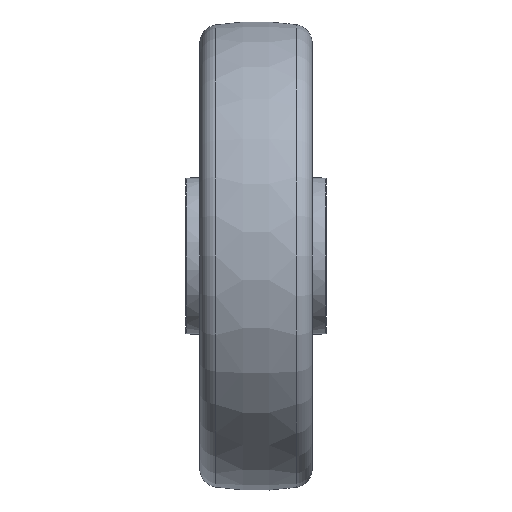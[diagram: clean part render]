
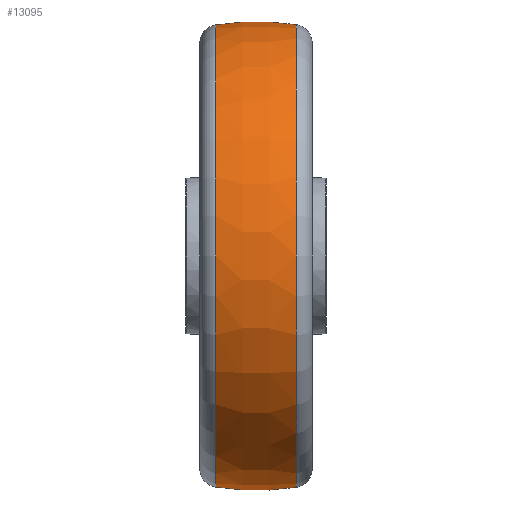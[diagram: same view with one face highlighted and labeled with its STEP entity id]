
A CAD part, front view. The second image highlights one B-rep face of the part: STEP entity #13095.
In plain terms, the highlighted toroidal (fillet/blend) face has major radius 15 mm and minor radius 140 mm.
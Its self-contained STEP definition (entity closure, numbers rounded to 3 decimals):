
#907 = DIRECTION ( 'NONE',  ( 0., -1., 0. ) ) ;
#1230 = VERTEX_POINT ( 'NONE', #6318 ) ;
#1469 = CARTESIAN_POINT ( 'NONE',  ( 21.483, 0., 0. ) ) ;
#1566 = CARTESIAN_POINT ( 'NONE',  ( -21.475, 0., 0. ) ) ;
#1966 = DIRECTION ( 'NONE',  ( 0., 0., -1. ) ) ;
#2606 = DIRECTION ( 'NONE',  ( -1., 0., 0. ) ) ;
#2688 = DIRECTION ( 'NONE',  ( 0., 0., 1. ) ) ;
#2932 = CARTESIAN_POINT ( 'NONE',  ( 0.329, 0., 15. ) ) ;
#2967 = CARTESIAN_POINT ( 'NONE',  ( 0.329, 0., 0. ) ) ;
#4078 = DIRECTION ( 'NONE',  ( -1., 0., 0. ) ) ;
#4380 = VERTEX_POINT ( 'NONE', #14986 ) ;
#4918 = EDGE_CURVE ( 'NONE', #1230, #11160, #7967, .T. ) ;
#5290 = AXIS2_PLACEMENT_3D ( 'NONE', #1469, #2606, #2688 ) ;
#5459 = AXIS2_PLACEMENT_3D ( 'NONE', #2932, #6024, #9576 ) ;
#5760 = CARTESIAN_POINT ( 'NONE',  ( -21.475, 0., -123.292 ) ) ;
#5990 = ORIENTED_EDGE ( 'NONE', *, *, #4918, .T. ) ;
#6024 = DIRECTION ( 'NONE',  ( 0., 1., 0. ) ) ;
#6318 = CARTESIAN_POINT ( 'NONE',  ( 21.483, 0., -123.393 ) ) ;
#6367 = CIRCLE ( 'NONE', #15235, 140. ) ;
#7329 = EDGE_CURVE ( 'NONE', #1230, #14838, #9403, .T. ) ;
#7494 = DIRECTION ( 'NONE',  ( -1., 0., 0. ) ) ;
#7967 = CIRCLE ( 'NONE', #5290, 123.393 ) ;
#8758 = FACE_OUTER_BOUND ( 'NONE', #12369, .T. ) ;
#8860 = AXIS2_PLACEMENT_3D ( 'NONE', #1566, #4078, #13490 ) ;
#9023 = CARTESIAN_POINT ( 'NONE',  ( 21.483, 0., 123.393 ) ) ;
#9403 = CIRCLE ( 'NONE', #5459, 140. ) ;
#9576 = DIRECTION ( 'NONE',  ( 0., 0., 1. ) ) ;
#9832 = DIRECTION ( 'NONE',  ( 0., 0., 1. ) ) ;
#10082 = EDGE_CURVE ( 'NONE', #14838, #4380, #14769, .T. ) ;
#11160 = VERTEX_POINT ( 'NONE', #9023 ) ;
#11752 = TOROIDAL_SURFACE ( 'NONE', #14720, -15., 140. ) ;
#11888 = ORIENTED_EDGE ( 'NONE', *, *, #10082, .F. ) ;
#12074 = ORIENTED_EDGE ( 'NONE', *, *, #7329, .F. ) ;
#12295 = ORIENTED_EDGE ( 'NONE', *, *, #14277, .T. ) ;
#12369 = EDGE_LOOP ( 'NONE', ( #12074, #5990, #12295, #11888 ) ) ;
#12498 = CARTESIAN_POINT ( 'NONE',  ( 0.329, 0., -15. ) ) ;
#13095 = ADVANCED_FACE ( 'NONE', ( #8758 ), #11752, .T. ) ;
#13490 = DIRECTION ( 'NONE',  ( 0., 0., 1. ) ) ;
#14277 = EDGE_CURVE ( 'NONE', #11160, #4380, #6367, .T. ) ;
#14720 = AXIS2_PLACEMENT_3D ( 'NONE', #2967, #7494, #9832 ) ;
#14769 = CIRCLE ( 'NONE', #8860, 123.292 ) ;
#14838 = VERTEX_POINT ( 'NONE', #5760 ) ;
#14986 = CARTESIAN_POINT ( 'NONE',  ( -21.475, 0., 123.292 ) ) ;
#15235 = AXIS2_PLACEMENT_3D ( 'NONE', #12498, #907, #1966 ) ;
